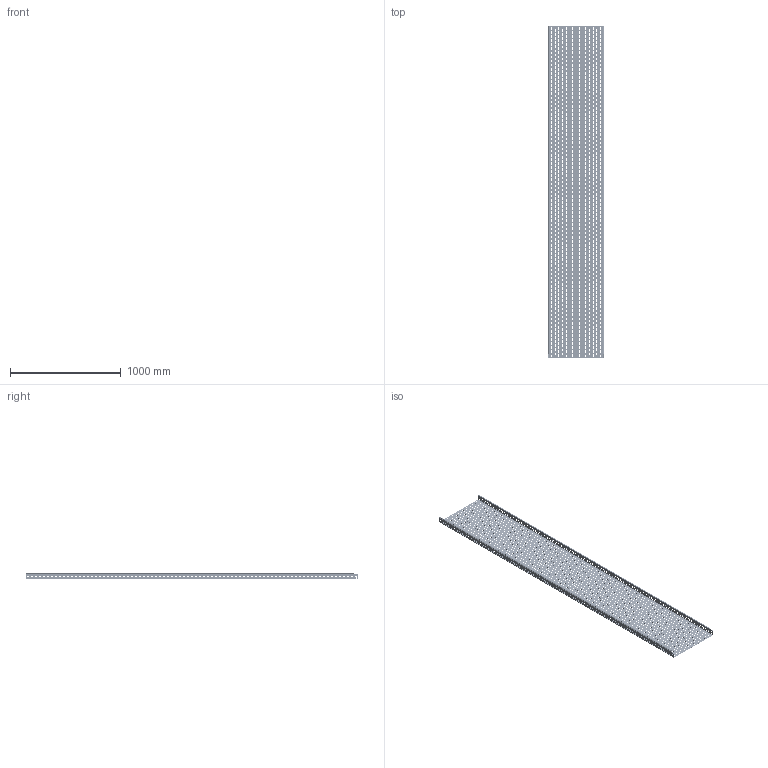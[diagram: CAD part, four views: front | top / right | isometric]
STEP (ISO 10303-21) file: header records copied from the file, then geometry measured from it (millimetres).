
FILE_DESCRIPTION(/* description */ (''),/* implementation_level */ '2;1');
FILE_NAME(/* name */ 'KCJ 500H60 3.stp',/* time_stamp */ '2020-06-22T07:59:23+02:00',/* author */ ('stanislaw.luczak'),/* organization */ (''),/* preprocessor_version */ 'ST-DEVELOPER v18.1',/* originating_system */ 'Autodesk Inventor 2021',/* authorisation */ '');
FILE_SCHEMA (('AUTOMOTIVE_DESIGN { 1 0 10303 214 3 1 1 }'));
Products named in the file (1): 500H60N_KGJ_3M
Bounding box: 502 x 3000 x 60.97 mm (x, y, z)
Volume: 1652939.8 mm3; surface area: 3401396.6 mm2
Topology: 1 solids, 1 shells, 6324 faces, 18976 edges, 12640 vertices
Faces by surface type: cylinder 3160, plane 3156, bspline 4, torus 4
Entity records: 221227 total; most frequent: CARTESIAN_POINT 37973, ORIENTED_EDGE 37952, DIRECTION 37944, EDGE_CURVE 18976, LINE 12650, VECTOR 12650, AXIS2_PLACEMENT_3D 12647, VERTEX_POINT 12640
